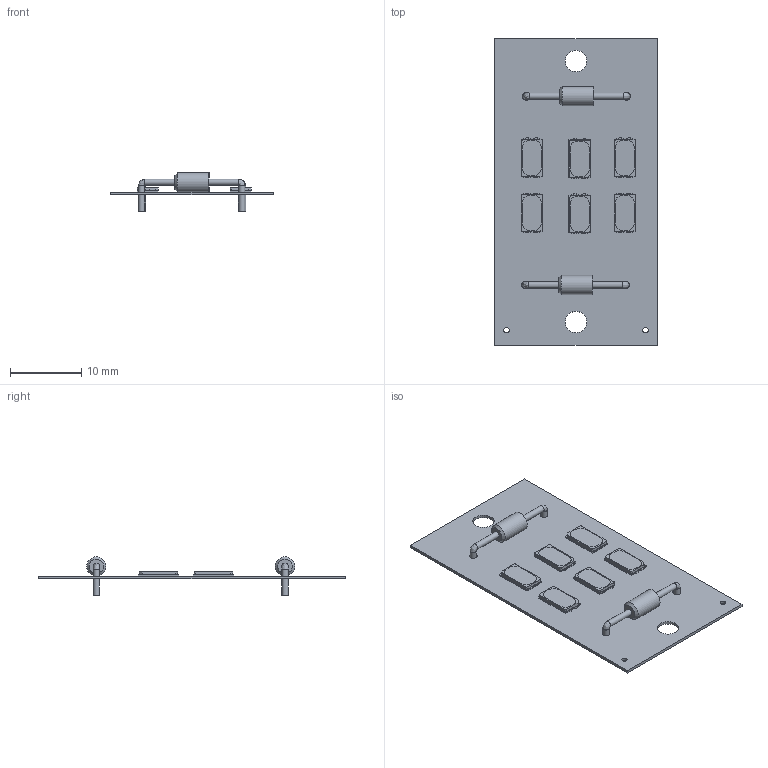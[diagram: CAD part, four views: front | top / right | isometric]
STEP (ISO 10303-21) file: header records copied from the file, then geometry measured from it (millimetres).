
FILE_DESCRIPTION(('Open CASCADE Model'),'2;1');
FILE_NAME('Open CASCADE Shape Model','2022-04-27T22:30:14',('Author'),( 'Open CASCADE'),'Open CASCADE STEP processor 6.8','Open CASCADE 6.8' ,'Unknown');
FILE_SCHEMA(('AUTOMOTIVE_DESIGN { 1 0 10303 214 1 1 1 1 }'));
Length unit declared in the file: millimetre
Products named in the file (20): PCB; Board; Open CASCADE STEP translator 6.8 2.1.1; R51; 6216821280; Body; Sweep1; Sweep2; R50; LD6; 1585632xxA; Pins; Dome; Glue; LD5; LD4; LD3; LD2; LD1
Assembly tree (25 placements, depth 4):
  PCB
    Board
      Open CASCADE STEP translator 6.8 2.1.1
    R51
      6216821280
        Body
        Sweep1
        Sweep2
    R50
      6216821280
        Body
        Sweep1
        Sweep2
    LD6
      1585632xxA
        Body
        Pins
        Dome
        Glue
    LD5
      1585632xxA
        Body
        Pins
        Dome
        Glue
    LD4
      1585632xxA
        Body
        Pins
        Dome
        Glue
    LD3
      1585632xxA
        Body
        Pins
        Dome
        Glue
    LD2
      1585632xxA
        Body
        Pins
        Dome
        Glue
    LD1
      1585632xxA
        Body
        Pins
        Dome
        Glue
Bounding box: 22.86 x 43.18 x 5.4 mm (x, y, z)
Volume: 530.3 mm3; surface area: 2922.1 mm2
Topology: 73 solids, 73 shells, 1074 faces, 2748 edges, 1832 vertices
Faces by surface type: plane 864, cylinder 186, cone 20, revolution 4
Full cylindrical faces by diameter (mm): 0.4 x48, 0.762 x2, 0.9 x8, 1.1 x4, 2.7 x2, 3 x2
Entity records: 6633 total; most frequent: CARTESIAN_POINT 1068, DIRECTION 1038, ORIENTED_EDGE 1000, EDGE_CURVE 500, LINE 400, VECTOR 400, VERTEX_POINT 332, AXIS2_PLACEMENT_3D 318
